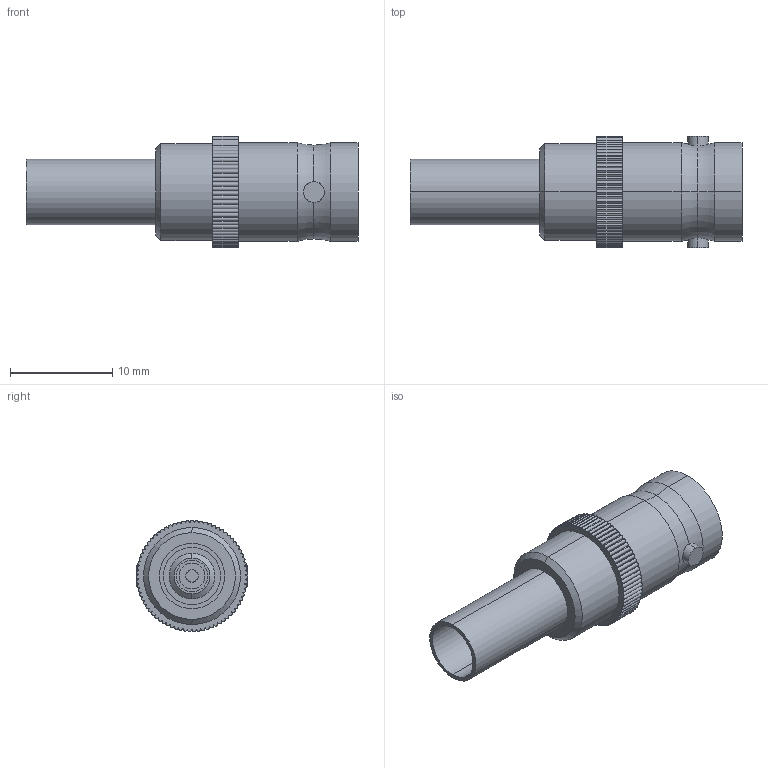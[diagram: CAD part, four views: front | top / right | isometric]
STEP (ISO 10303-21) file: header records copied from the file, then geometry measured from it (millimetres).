
FILE_DESCRIPTION (( 'STEP AP214' ), '1' );
FILE_NAME ('BAC548.STEP', '2009-04-03T13:16:33', ( ' ' ), ( ' ' ), 'SwSTEP 2.0', 'SolidWorks 2008', '' );
FILE_SCHEMA (( 'AUTOMOTIVE_DESIGN' ));
Length unit declared in the file: inch
Products named in the file (4): BAC548; BAC548-MA1; BAC548-MA2
Assembly tree (3 placements, depth 2):
  BAC548
    BAC548-MA1
    BAC548
    BAC548-MA2
Bounding box: 32.52 x 10.9 x 10.89 mm (x, y, z)
Volume: 1150 mm3; surface area: 2177.2 mm2
Topology: 3 solids, 3 shells, 265 faces, 739 edges, 488 vertices
Faces by surface type: cylinder 221, plane 32, cone 8, torus 4
Entity records: 9452 total; most frequent: DIRECTION 1731, CARTESIAN_POINT 1626, ORIENTED_EDGE 1478, EDGE_CURVE 739, AXIS2_PLACEMENT_3D 737, VERTEX_POINT 488, CIRCLE 466, EDGE_LOOP 279
